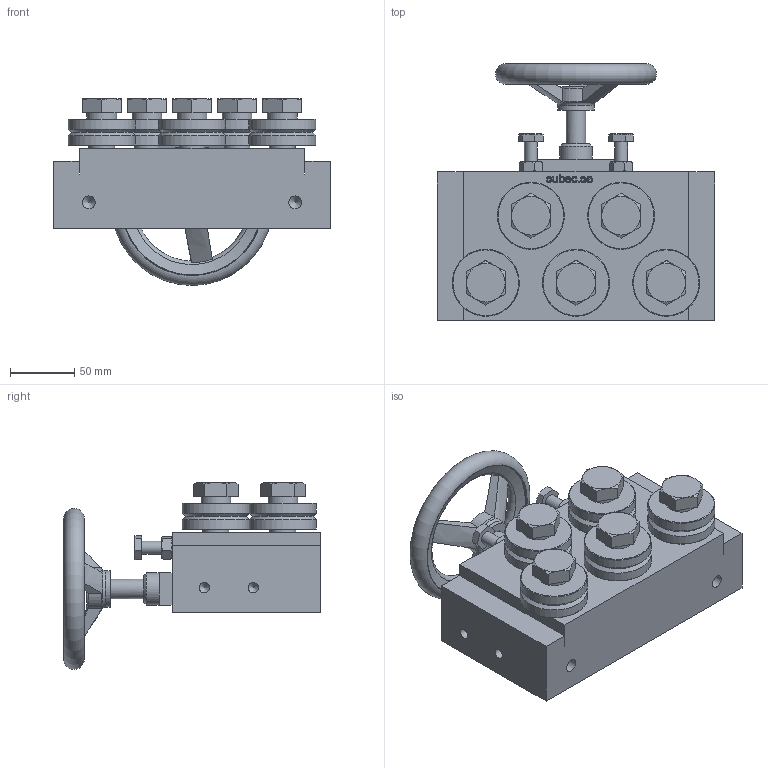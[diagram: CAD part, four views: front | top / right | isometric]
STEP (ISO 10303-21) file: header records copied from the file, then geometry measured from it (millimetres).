
FILE_DESCRIPTION (( 'STEP AP203' ), '1' );
FILE_NAME ('250429 STEP 3-400550-00_6260A.STEP', '2025-04-29T14:02:49', ( '' ), ( '' ), 'SwSTEP 2.0', 'SolidWorks 2024', '' );
FILE_SCHEMA (( 'CONFIG_CONTROL_DESIGN' ));
Length unit declared in the file: millimetre
Products named in the file (1): 250429 STEP 3-400550-00_6260A
Bounding box: 215 x 198.99 x 145.09 mm (x, y, z)
Volume: 1849623.8 mm3; surface area: 190572.5 mm2
Topology: 1 solids, 9 shells, 476 faces, 1200 edges, 767 vertices
Faces by surface type: plane 221, cone 111, bspline 75, cylinder 58, torus 11
Full cylindrical faces by diameter (mm): 8 x4, 10 x8, 15 x2, 18 x1, 20 x10, 23 x5, 25 x1, 28 x2, 52 x10, 109 x2
Entity records: 17659 total; most frequent: CARTESIAN_POINT 7471, ORIENTED_EDGE 2102, DIRECTION 1790, EDGE_CURVE 1051, VERTEX_POINT 716, AXIS2_PLACEMENT_3D 643, EDGE_LOOP 641, FACE_OUTER_BOUND 529
